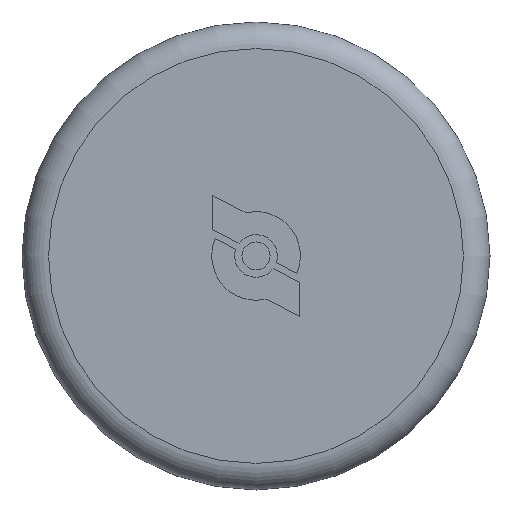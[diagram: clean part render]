
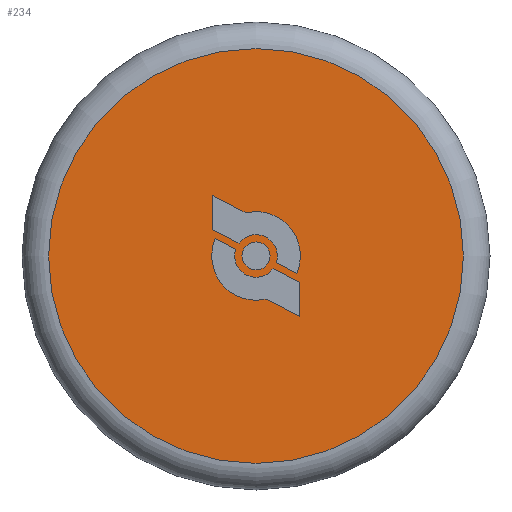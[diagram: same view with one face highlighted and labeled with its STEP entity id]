
A CAD part, front view. The second image highlights one B-rep face of the part: STEP entity #234.
In plain terms, the highlighted planar face has unit normal (0, -1, 0).
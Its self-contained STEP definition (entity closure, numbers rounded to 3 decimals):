
#234 = ADVANCED_FACE( '', ( #538, #539, #540, #541 ), #542, .F. );
#538 = FACE_BOUND( '', #941, .T. );
#539 = FACE_BOUND( '', #942, .T. );
#540 = FACE_OUTER_BOUND( '', #943, .T. );
#541 = FACE_BOUND( '', #944, .T. );
#542 = PLANE( '', #945 );
#941 = EDGE_LOOP( '', ( #1486 ) );
#942 = EDGE_LOOP( '', ( #1487, #1488, #1489, #1490, #1491, #1492 ) );
#943 = EDGE_LOOP( '', ( #1493 ) );
#944 = EDGE_LOOP( '', ( #1494, #1495, #1496, #1497, #1498, #1499 ) );
#945 = AXIS2_PLACEMENT_3D( '', #1500, #1501, #1502 );
#1486 = ORIENTED_EDGE( '', *, *, #2365, .T. );
#1487 = ORIENTED_EDGE( '', *, *, #2366, .T. );
#1488 = ORIENTED_EDGE( '', *, *, #2220, .F. );
#1489 = ORIENTED_EDGE( '', *, *, #2314, .T. );
#1490 = ORIENTED_EDGE( '', *, *, #2310, .T. );
#1491 = ORIENTED_EDGE( '', *, *, #2367, .T. );
#1492 = ORIENTED_EDGE( '', *, *, #2331, .T. );
#1493 = ORIENTED_EDGE( '', *, *, #2226, .T. );
#1494 = ORIENTED_EDGE( '', *, *, #2368, .T. );
#1495 = ORIENTED_EDGE( '', *, *, #2369, .T. );
#1496 = ORIENTED_EDGE( '', *, *, #2370, .T. );
#1497 = ORIENTED_EDGE( '', *, *, #2371, .F. );
#1498 = ORIENTED_EDGE( '', *, *, #2372, .T. );
#1499 = ORIENTED_EDGE( '', *, *, #2373, .T. );
#1500 = CARTESIAN_POINT( '', ( 35.1, 0., 0. ) );
#1501 = DIRECTION( '', ( 0., 1., 0. ) );
#1502 = DIRECTION( '', ( 0., 0., 1. ) );
#2220 = EDGE_CURVE( '', #2598, #2599, #2600, .F. );
#2226 = EDGE_CURVE( '', #2609, #2609, #2610, .T. );
#2310 = EDGE_CURVE( '', #2761, #2759, #2762, .F. );
#2314 = EDGE_CURVE( '', #2598, #2761, #2767, .T. );
#2331 = EDGE_CURVE( '', #2795, #2796, #2797, .T. );
#2365 = EDGE_CURVE( '', #2848, #2848, #2849, .T. );
#2366 = EDGE_CURVE( '', #2796, #2599, #2850, .T. );
#2367 = EDGE_CURVE( '', #2759, #2795, #2851, .T. );
#2368 = EDGE_CURVE( '', #2852, #2853, #2854, .T. );
#2369 = EDGE_CURVE( '', #2853, #2855, #2856, .T. );
#2370 = EDGE_CURVE( '', #2855, #2857, #2858, .T. );
#2371 = EDGE_CURVE( '', #2859, #2857, #2860, .T. );
#2372 = EDGE_CURVE( '', #2859, #2861, #2862, .T. );
#2373 = EDGE_CURVE( '', #2861, #2852, #2863, .T. );
#2598 = VERTEX_POINT( '', #3255 );
#2599 = VERTEX_POINT( '', #3256 );
#2600 = CIRCLE( '', #3257, 7.488 );
#2609 = VERTEX_POINT( '', #3268 );
#2610 = CIRCLE( '', #3269, 35.1 );
#2759 = VERTEX_POINT( '', #3603 );
#2761 = VERTEX_POINT( '', #3606 );
#2762 = CIRCLE( '', #3607, 3.6 );
#2767 = LINE( '', #3613, #3614 );
#2795 = VERTEX_POINT( '', #3680 );
#2796 = VERTEX_POINT( '', #3681 );
#2797 = LINE( '', #3682, #3683 );
#2848 = VERTEX_POINT( '', #3826 );
#2849 = CIRCLE( '', #3827, 2.376 );
#2850 = LINE( '', #3828, #3829 );
#2851 = LINE( '', #3830, #3831 );
#2852 = VERTEX_POINT( '', #3832 );
#2853 = VERTEX_POINT( '', #3833 );
#2854 = LINE( '', #3834, #3835 );
#2855 = VERTEX_POINT( '', #3836 );
#2856 = CIRCLE( '', #3837, 7.488 );
#2857 = VERTEX_POINT( '', #3838 );
#2858 = LINE( '', #3839, #3840 );
#2859 = VERTEX_POINT( '', #3841 );
#2860 = CIRCLE( '', #3842, 3.6 );
#2861 = VERTEX_POINT( '', #3843 );
#2862 = LINE( '', #3844, #3845 );
#2863 = LINE( '', #3846, #3847 );
#3255 = CARTESIAN_POINT( '', ( 6.893, 0., -2.929 ) );
#3256 = CARTESIAN_POINT( '', ( -1.687, 0., 7.307 ) );
#3257 = AXIS2_PLACEMENT_3D( '', #4611, #4612, #4613 );
#3268 = CARTESIAN_POINT( '', ( 0., 0., -35.1 ) );
#3269 = AXIS2_PLACEMENT_3D( '', #4622, #4623, #4624 );
#3603 = CARTESIAN_POINT( '', ( -2.875, 0., 2.171 ) );
#3606 = CARTESIAN_POINT( '', ( 3.425, 0., -1.117 ) );
#3607 = AXIS2_PLACEMENT_3D( '', #4718, #4719, #4720 );
#3613 = CARTESIAN_POINT( '', ( 6.893, 0., -2.929 ) );
#3614 = VECTOR( '', #4725, 1000. );
#3680 = CARTESIAN_POINT( '', ( -7.339, 0., 4.487 ) );
#3681 = CARTESIAN_POINT( '', ( -7.339, 0., 10.247 ) );
#3682 = CARTESIAN_POINT( '', ( -7.339, 0., 4.487 ) );
#3683 = VECTOR( '', #4745, 1000. );
#3826 = CARTESIAN_POINT( '', ( 2.381, 0., 0.011 ) );
#3827 = AXIS2_PLACEMENT_3D( '', #4771, #4772, #4773 );
#3828 = CARTESIAN_POINT( '', ( -7.339, 0., 10.247 ) );
#3829 = VECTOR( '', #4774, 1000. );
#3830 = CARTESIAN_POINT( '', ( -2.875, 0., 2.171 ) );
#3831 = VECTOR( '', #4775, 1000. );
#3832 = CARTESIAN_POINT( '', ( 7.349, 0., -10.225 ) );
#3833 = CARTESIAN_POINT( '', ( 1.709, 0., -7.285 ) );
#3834 = CARTESIAN_POINT( '', ( 7.349, 0., -10.225 ) );
#3835 = VECTOR( '', #4776, 1000. );
#3836 = CARTESIAN_POINT( '', ( -6.883, 0., 2.951 ) );
#3837 = AXIS2_PLACEMENT_3D( '', #4777, #4778, #4779 );
#3838 = CARTESIAN_POINT( '', ( -3.415, 0., 1.139 ) );
#3839 = CARTESIAN_POINT( '', ( -6.883, 0., 2.951 ) );
#3840 = VECTOR( '', #4780, 1000. );
#3841 = CARTESIAN_POINT( '', ( 2.897, 0., -2.137 ) );
#3842 = AXIS2_PLACEMENT_3D( '', #4781, #4782, #4783 );
#3843 = CARTESIAN_POINT( '', ( 7.349, 0., -4.465 ) );
#3844 = CARTESIAN_POINT( '', ( 2.897, 0., -2.137 ) );
#3845 = VECTOR( '', #4784, 1000. );
#3846 = CARTESIAN_POINT( '', ( 7.349, 0., -4.465 ) );
#3847 = VECTOR( '', #4785, 1000. );
#4611 = CARTESIAN_POINT( '', ( 0.007, 0., 0.013 ) );
#4612 = DIRECTION( '', ( 0., 1., 0. ) );
#4613 = DIRECTION( '', ( 0., 0., 1. ) );
#4622 = CARTESIAN_POINT( '', ( 0., 0., 0. ) );
#4623 = DIRECTION( '', ( 0., -1., 0. ) );
#4624 = DIRECTION( '', ( 0., 0., -1. ) );
#4718 = CARTESIAN_POINT( '', ( 0.007, 0., 0.014 ) );
#4719 = DIRECTION( '', ( 0., 1., 0. ) );
#4720 = DIRECTION( '', ( 0., 0., 1. ) );
#4725 = DIRECTION( '', ( -0.886, 0., 0.463 ) );
#4745 = DIRECTION( '', ( 0., 0., 1. ) );
#4771 = CARTESIAN_POINT( '', ( 0.005, 0., 0.011 ) );
#4772 = DIRECTION( '', ( 0., 1., 0. ) );
#4773 = DIRECTION( '', ( 1., 0., 0. ) );
#4774 = DIRECTION( '', ( 0.887, 0., -0.461 ) );
#4775 = DIRECTION( '', ( -0.888, 0., 0.461 ) );
#4776 = DIRECTION( '', ( -0.887, 0., 0.462 ) );
#4777 = CARTESIAN_POINT( '', ( 0.001, 0., 0.005 ) );
#4778 = DIRECTION( '', ( 0., 1., 0. ) );
#4779 = DIRECTION( '', ( 1., 0., 0. ) );
#4780 = DIRECTION( '', ( 0.886, 0., -0.463 ) );
#4781 = CARTESIAN_POINT( '', ( 0., 0., 0. ) );
#4782 = DIRECTION( '', ( 0., 1., 0. ) );
#4783 = DIRECTION( '', ( 1., 0., 0. ) );
#4784 = DIRECTION( '', ( 0.886, 0., -0.463 ) );
#4785 = DIRECTION( '', ( 0., 0., -1. ) );
